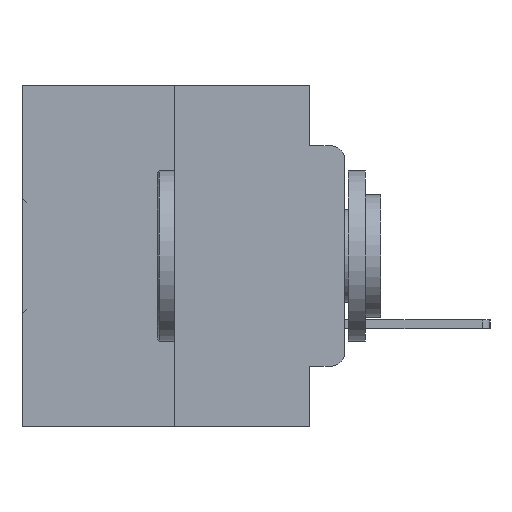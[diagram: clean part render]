
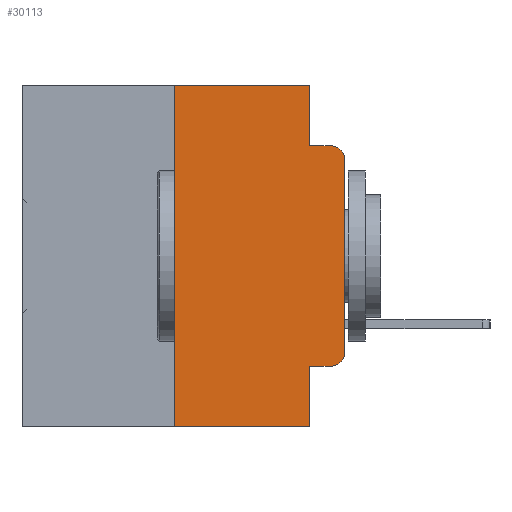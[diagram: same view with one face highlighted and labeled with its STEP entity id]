
A CAD part, left-side view. The second image highlights one B-rep face of the part: STEP entity #30113.
In plain terms, the highlighted planar face has unit normal (-1, 0, 0).
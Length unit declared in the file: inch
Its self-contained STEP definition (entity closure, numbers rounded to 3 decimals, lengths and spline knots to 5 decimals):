
#110 = DIRECTION ( 'NONE',  ( 0., 0., -1. ) ) ;
#127 = PLANE ( 'NONE',  #17398 ) ;
#1496 = VERTEX_POINT ( 'NONE', #2660 ) ;
#1536 = VERTEX_POINT ( 'NONE', #25916 ) ;
#2660 = CARTESIAN_POINT ( 'NONE',  ( 0., 0., -0.3915 ) ) ;
#2806 = DIRECTION ( 'NONE',  ( 1., 0., 0. ) ) ;
#3010 = LINE ( 'NONE', #13091, #28660 ) ;
#3439 = CIRCLE ( 'NONE', #14380, 0.02 ) ;
#3651 = EDGE_CURVE ( 'NONE', #1496, #27798, #26884, .T. ) ;
#3855 = EDGE_CURVE ( 'NONE', #27798, #28659, #26469, .T. ) ;
#4022 = DIRECTION ( 'NONE',  ( 0., -1., 0. ) ) ;
#4309 = AXIS2_PLACEMENT_3D ( 'NONE', #22978, #7468, #25456 ) ;
#5534 = CARTESIAN_POINT ( 'NONE',  ( 0., 0.473, 0. ) ) ;
#6025 = VECTOR ( 'NONE', #7356, 39.37008 ) ;
#7261 = EDGE_CURVE ( 'NONE', #12134, #26019, #23841, .T. ) ;
#7356 = DIRECTION ( 'NONE',  ( 0., 0., -1. ) ) ;
#7468 = DIRECTION ( 'NONE',  ( -1., 0., 0. ) ) ;
#7838 = EDGE_CURVE ( 'NONE', #15077, #21122, #19848, .T. ) ;
#8855 = CARTESIAN_POINT ( 'NONE',  ( 0., 0.051, -0.4115 ) ) ;
#9297 = VECTOR ( 'NONE', #4022, 39.37008 ) ;
#9777 = VECTOR ( 'NONE', #25429, 39.37008 ) ;
#9998 = CARTESIAN_POINT ( 'NONE',  ( 0., 0.051, 0. ) ) ;
#10045 = DIRECTION ( 'NONE',  ( 0., 0., 1. ) ) ;
#10107 = LINE ( 'NONE', #22119, #9297 ) ;
#12134 = VERTEX_POINT ( 'NONE', #15527 ) ;
#12357 = LINE ( 'NONE', #30433, #17647 ) ;
#12506 = VECTOR ( 'NONE', #22117, 39.37008 ) ;
#12588 = CARTESIAN_POINT ( 'NONE',  ( 0., 0.02, -0.4115 ) ) ;
#13091 = CARTESIAN_POINT ( 'NONE',  ( 0., 0.051, 0. ) ) ;
#13581 = DIRECTION ( 'NONE',  ( -1., 0., 0. ) ) ;
#13698 = EDGE_CURVE ( 'NONE', #23833, #23605, #30132, .T. ) ;
#14307 = CARTESIAN_POINT ( 'NONE',  ( 0., 0., 0. ) ) ;
#14380 = AXIS2_PLACEMENT_3D ( 'NONE', #28818, #13581, #31308 ) ;
#14807 = EDGE_CURVE ( 'NONE', #21122, #28659, #10107, .T. ) ;
#15077 = VERTEX_POINT ( 'NONE', #20634 ) ;
#15349 = FACE_OUTER_BOUND ( 'NONE', #25475, .T. ) ;
#15527 = CARTESIAN_POINT ( 'NONE',  ( 0., 0.25, -0.5 ) ) ;
#15949 = CARTESIAN_POINT ( 'NONE',  ( 0., 0.051, -0.5 ) ) ;
#17398 = AXIS2_PLACEMENT_3D ( 'NONE', #18345, #2806, #20929 ) ;
#17554 = LINE ( 'NONE', #5534, #18355 ) ;
#17647 = VECTOR ( 'NONE', #10045, 39.37008 ) ;
#18345 = CARTESIAN_POINT ( 'NONE',  ( 0., 0.473, 0. ) ) ;
#18355 = VECTOR ( 'NONE', #21063, 39.37008 ) ;
#19328 = ORIENTED_EDGE ( 'NONE', *, *, #27377, .F. ) ;
#19391 = ORIENTED_EDGE ( 'NONE', *, *, #3855, .T. ) ;
#19726 = ORIENTED_EDGE ( 'NONE', *, *, #7261, .T. ) ;
#19848 = LINE ( 'NONE', #9998, #6025 ) ;
#20116 = ORIENTED_EDGE ( 'NONE', *, *, #7838, .F. ) ;
#20549 = ORIENTED_EDGE ( 'NONE', *, *, #32950, .T. ) ;
#20634 = CARTESIAN_POINT ( 'NONE',  ( 0., 0.051, 0. ) ) ;
#20657 = EDGE_CURVE ( 'NONE', #23833, #26019, #3010, .T. ) ;
#20728 = CARTESIAN_POINT ( 'NONE',  ( 0., 0.02, -0.0885 ) ) ;
#20929 = DIRECTION ( 'NONE',  ( 0., 0., -1. ) ) ;
#21063 = DIRECTION ( 'NONE',  ( 0., -1., 0. ) ) ;
#21122 = VERTEX_POINT ( 'NONE', #22679 ) ;
#21211 = ORIENTED_EDGE ( 'NONE', *, *, #13698, .T. ) ;
#21787 = ORIENTED_EDGE ( 'NONE', *, *, #3651, .T. ) ;
#22117 = DIRECTION ( 'NONE',  ( 0., 0., 1. ) ) ;
#22119 = CARTESIAN_POINT ( 'NONE',  ( 0., 0.051, -0.0885 ) ) ;
#22645 = ORIENTED_EDGE ( 'NONE', *, *, #20657, .F. ) ;
#22679 = CARTESIAN_POINT ( 'NONE',  ( 0., 0.051, -0.0885 ) ) ;
#22953 = CARTESIAN_POINT ( 'NONE',  ( 0., 0.051, -0.4115 ) ) ;
#22978 = CARTESIAN_POINT ( 'NONE',  ( 0., 0.02, -0.1085 ) ) ;
#23605 = VERTEX_POINT ( 'NONE', #12588 ) ;
#23833 = VERTEX_POINT ( 'NONE', #8855 ) ;
#23841 = LINE ( 'NONE', #25613, #30479 ) ;
#25429 = DIRECTION ( 'NONE',  ( 0., -1., 0. ) ) ;
#25456 = DIRECTION ( 'NONE',  ( 0., 0., -1. ) ) ;
#25475 = EDGE_LOOP ( 'NONE', ( #21787, #19391, #27576, #20116, #26052, #19328, #19726, #22645, #21211, #20549 ) ) ;
#25613 = CARTESIAN_POINT ( 'NONE',  ( 0., 0.473, -0.5 ) ) ;
#25916 = CARTESIAN_POINT ( 'NONE',  ( 0., 0.25, 0. ) ) ;
#26019 = VERTEX_POINT ( 'NONE', #15949 ) ;
#26052 = ORIENTED_EDGE ( 'NONE', *, *, #28740, .F. ) ;
#26469 = CIRCLE ( 'NONE', #4309, 0.02 ) ;
#26884 = LINE ( 'NONE', #14307, #12506 ) ;
#27377 = EDGE_CURVE ( 'NONE', #12134, #1536, #12357, .T. ) ;
#27576 = ORIENTED_EDGE ( 'NONE', *, *, #14807, .F. ) ;
#27798 = VERTEX_POINT ( 'NONE', #32114 ) ;
#28231 = DIRECTION ( 'NONE',  ( 0., -1., 0. ) ) ;
#28659 = VERTEX_POINT ( 'NONE', #20728 ) ;
#28660 = VECTOR ( 'NONE', #110, 39.37008 ) ;
#28740 = EDGE_CURVE ( 'NONE', #1536, #15077, #17554, .T. ) ;
#28818 = CARTESIAN_POINT ( 'NONE',  ( 0., 0.02, -0.3915 ) ) ;
#30113 = ADVANCED_FACE ( 'NONE', ( #15349 ), #127, .F. ) ;
#30132 = LINE ( 'NONE', #22953, #9777 ) ;
#30433 = CARTESIAN_POINT ( 'NONE',  ( 0., 0.25, 0. ) ) ;
#30479 = VECTOR ( 'NONE', #28231, 39.37008 ) ;
#31308 = DIRECTION ( 'NONE',  ( 0., 0., -1. ) ) ;
#32114 = CARTESIAN_POINT ( 'NONE',  ( 0., 0., -0.1085 ) ) ;
#32950 = EDGE_CURVE ( 'NONE', #23605, #1496, #3439, .T. ) ;
